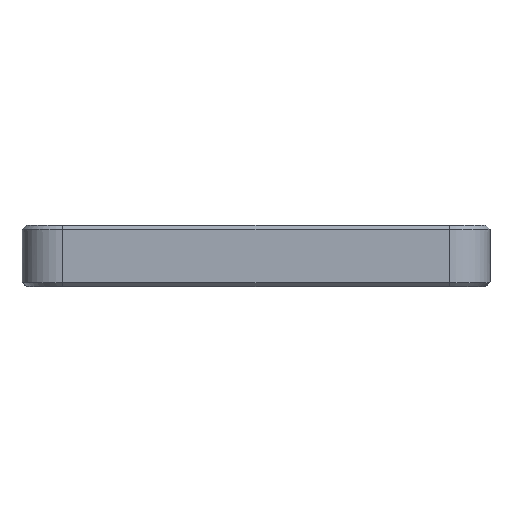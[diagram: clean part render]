
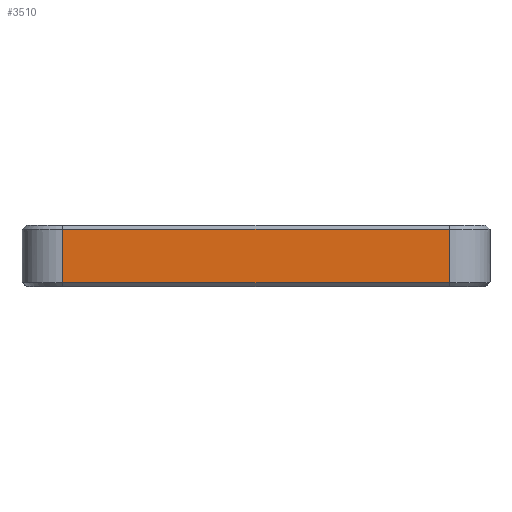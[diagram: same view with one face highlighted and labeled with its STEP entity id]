
A CAD part, top view. The second image highlights one B-rep face of the part: STEP entity #3510.
In plain terms, the highlighted planar face has unit normal (0, 0, 1).
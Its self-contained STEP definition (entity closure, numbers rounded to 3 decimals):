
#401=FACE_OUTER_BOUND('',#621,.T.);
#621=EDGE_LOOP('',(#3002,#3003,#3004,#3005));
#1050=LINE('',#6473,#1344);
#1059=LINE('',#6575,#1353);
#1060=LINE('',#6579,#1354);
#1061=LINE('',#6580,#1355);
#1344=VECTOR('',#4257,10.);
#1353=VECTOR('',#4280,10.);
#1354=VECTOR('',#4285,10.);
#1355=VECTOR('',#4286,10.);
#1678=VERTEX_POINT('',#6466);
#1680=VERTEX_POINT('',#6471);
#1686=VERTEX_POINT('',#6574);
#1687=VERTEX_POINT('',#6578);
#2130=EDGE_CURVE('',#1680,#1678,#1050,.T.);
#2145=EDGE_CURVE('',#1678,#1686,#1059,.T.);
#2147=EDGE_CURVE('',#1687,#1680,#1060,.T.);
#2148=EDGE_CURVE('',#1686,#1687,#1061,.T.);
#3002=ORIENTED_EDGE('',*,*,#2130,.F.);
#3003=ORIENTED_EDGE('',*,*,#2147,.F.);
#3004=ORIENTED_EDGE('',*,*,#2148,.F.);
#3005=ORIENTED_EDGE('',*,*,#2145,.F.);
#3340=PLANE('',#3709);
#3510=ADVANCED_FACE('',(#401),#3340,.T.);
#3709=AXIS2_PLACEMENT_3D('',#6577,#4283,#4284);
#4257=DIRECTION('',(-1.,0.,0.));
#4280=DIRECTION('',(0.,1.,0.));
#4283=DIRECTION('center_axis',(0.,0.,1.));
#4284=DIRECTION('ref_axis',(0.,-1.,0.));
#4285=DIRECTION('',(0.,-1.,0.));
#4286=DIRECTION('',(1.,0.,0.));
#6466=CARTESIAN_POINT('',(10.,-14.,159.3));
#6471=CARTESIAN_POINT('',(104.3,-14.,159.3));
#6473=CARTESIAN_POINT('',(0.,-14.,159.3));
#6574=CARTESIAN_POINT('',(10.,-1.,159.3));
#6575=CARTESIAN_POINT('',(10.,0.,159.3));
#6577=CARTESIAN_POINT('Origin',(0.,0.,159.3));
#6578=CARTESIAN_POINT('',(104.3,-1.,159.3));
#6579=CARTESIAN_POINT('',(104.3,0.,159.3));
#6580=CARTESIAN_POINT('',(28.575,-1.,159.3));
